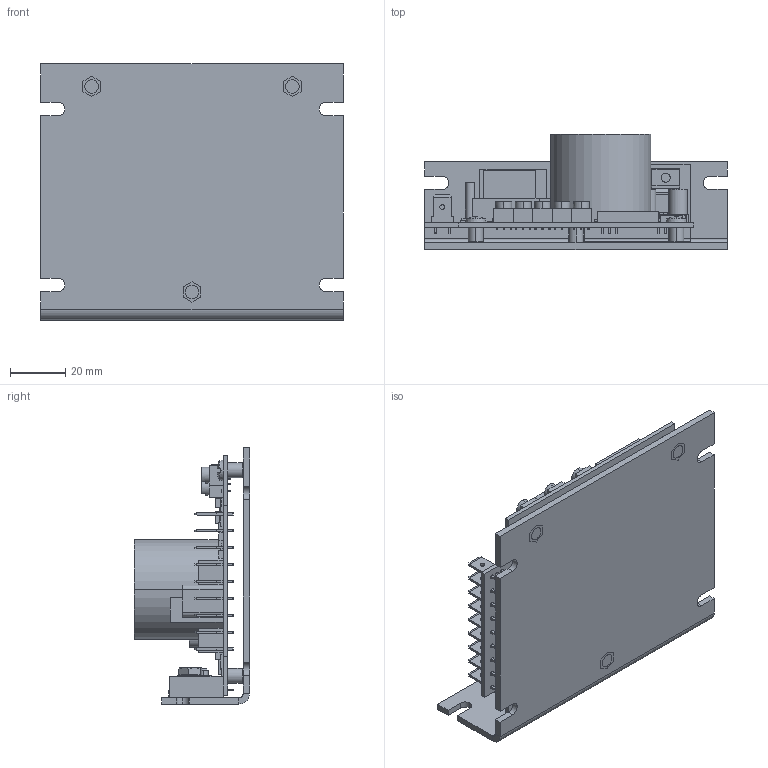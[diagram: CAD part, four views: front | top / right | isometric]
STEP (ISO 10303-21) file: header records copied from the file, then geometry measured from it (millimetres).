
FILE_DESCRIPTION (( 'STEP AP203' ), '1' );
FILE_NAME ('INFM0037.STEP', '2014-08-28T19:34:06', ( 'Sustem Administrator' ), ( 'Bodine Electric Company' ), 'SwSTEP 2.0', 'SolidWorks 2013', '' );
FILE_SCHEMA (( 'CONFIG_CONTROL_DESIGN' ));
Length unit declared in the file: inch
Products named in the file (8): INFM0037; 43400153_43400153; 45601004_45601004; 431AZ006_431AZ006; 43401001_43401001; 54128616_54128616; 54100119_54100119; 54201010_54201010
Assembly tree (9 placements, depth 2):
  INFM0037
    43400153_43400153
    45601004_45601004
    431AZ006_431AZ006
    43401001_43401001
    54128616_54128616  x2
    54100119_54100119  x2
    54201010_54201010
Bounding box: 109.22 x 41.55 x 92.46 mm (x, y, z)
Volume: 94000.5 mm3; surface area: 68888.1 mm2
Topology: 120 solids, 120 shells, 2281 faces, 5508 edges, 3513 vertices
Faces by surface type: plane 1520, cylinder 699, cone 43, bspline 11, sphere 8
Entity records: 68012 total; most frequent: CARTESIAN_POINT 12821, DIRECTION 11278, ORIENTED_EDGE 10868, EDGE_CURVE 5434, VECTOR 3918, LINE 3918, AXIS2_PLACEMENT_3D 3680, VERTEX_POINT 3471
